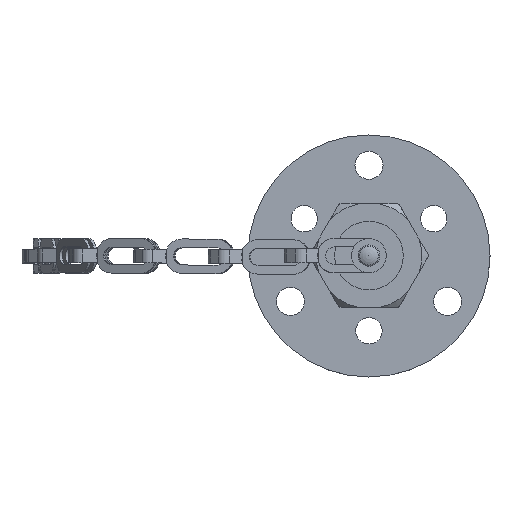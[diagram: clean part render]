
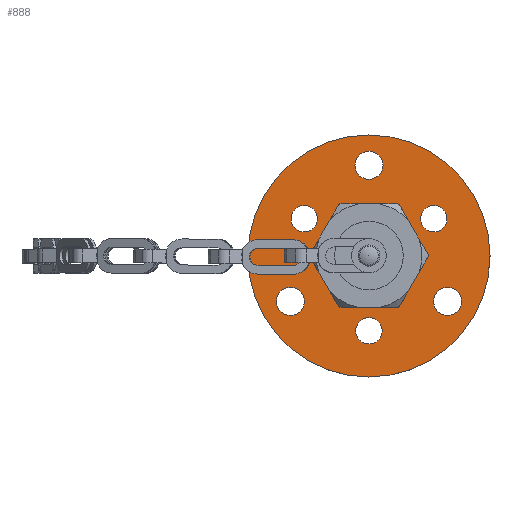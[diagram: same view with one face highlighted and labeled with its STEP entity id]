
A CAD part, top view. The second image highlights one B-rep face of the part: STEP entity #888.
In plain terms, the highlighted face is planar.
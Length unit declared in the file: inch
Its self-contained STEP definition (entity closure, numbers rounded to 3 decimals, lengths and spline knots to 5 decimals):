
#888=ADVANCED_FACE('',(#1807,#1808,#1809,#1810,#1811,#1812,#1813,#1814),#1815,.T.);
#1807=FACE_BOUND('',#3126,.T.);
#1808=FACE_BOUND('',#3127,.T.);
#1809=FACE_BOUND('',#3128,.T.);
#1810=FACE_OUTER_BOUND('',#3129,.T.);
#1811=FACE_BOUND('',#3130,.T.);
#1812=FACE_BOUND('',#3131,.T.);
#1813=FACE_BOUND('',#3132,.T.);
#1814=FACE_BOUND('',#3133,.T.);
#1815=PLANE('',#3134);
#3126=EDGE_LOOP('',(#4440));
#3127=EDGE_LOOP('',(#4441));
#3128=EDGE_LOOP('',(#4442));
#3129=EDGE_LOOP('',(#4443));
#3130=EDGE_LOOP('',(#4444));
#3131=EDGE_LOOP('',(#4445));
#3132=EDGE_LOOP('',(#4446));
#3133=EDGE_LOOP('',(#4447));
#3134=AXIS2_PLACEMENT_3D('',#4448,#4449,#4450);
#4440=ORIENTED_EDGE('',*,*,#7161,.T.);
#4441=ORIENTED_EDGE('',*,*,#7162,.T.);
#4442=ORIENTED_EDGE('',*,*,#7163,.T.);
#4443=ORIENTED_EDGE('',*,*,#7164,.T.);
#4444=ORIENTED_EDGE('',*,*,#7165,.T.);
#4445=ORIENTED_EDGE('',*,*,#7166,.T.);
#4446=ORIENTED_EDGE('',*,*,#7167,.T.);
#4447=ORIENTED_EDGE('',*,*,#7168,.T.);
#4448=CARTESIAN_POINT('',(0.0,0.0,-1.06446));
#4449=DIRECTION('',(0.0,0.0,-1.0));
#4450=DIRECTION('',(0.0,1.0,0.0));
#7161=EDGE_CURVE('',#8178,#8178,#8179,.T.);
#7162=EDGE_CURVE('',#8180,#8180,#8181,.T.);
#7163=EDGE_CURVE('',#8182,#8182,#8183,.T.);
#7164=EDGE_CURVE('',#8184,#8184,#8185,.T.);
#7165=EDGE_CURVE('',#8186,#8186,#8187,.T.);
#7166=EDGE_CURVE('',#8188,#8188,#8189,.T.);
#7167=EDGE_CURVE('',#8190,#8190,#8191,.T.);
#7168=EDGE_CURVE('',#8192,#8192,#8193,.T.);
#8178=VERTEX_POINT('',#9713);
#8179=CIRCLE('',#9714,0.0955);
#8180=VERTEX_POINT('',#9715);
#8181=CIRCLE('',#9716,0.1015);
#8182=VERTEX_POINT('',#9717);
#8183=CIRCLE('',#9718,0.1015);
#8184=VERTEX_POINT('',#9719);
#8185=CIRCLE('',#9720,0.875);
#8186=VERTEX_POINT('',#9721);
#8187=CIRCLE('',#9722,0.2516);
#8188=VERTEX_POINT('',#9723);
#8189=CIRCLE('',#9724,0.1015);
#8190=VERTEX_POINT('',#9725);
#8191=CIRCLE('',#9726,0.0955);
#8192=VERTEX_POINT('',#9727);
#8193=CIRCLE('',#9728,0.0955);
#9713=CARTESIAN_POINT('',(0.2225,-0.38538,-1.06446));
#9714=AXIS2_PLACEMENT_3D('',#12436,#12437,#12438);
#9715=CARTESIAN_POINT('',(-0.2401,-0.61886,-1.06446));
#9716=AXIS2_PLACEMENT_3D('',#12439,#12440,#12441);
#9717=CARTESIAN_POINT('',(0.656,0.1015,-1.06446));
#9718=AXIS2_PLACEMENT_3D('',#12442,#12443,#12444);
#9719=CARTESIAN_POINT('',(0.0,0.875,-1.06446));
#9720=AXIS2_PLACEMENT_3D('',#12445,#12446,#12447);
#9721=CARTESIAN_POINT('',(0.,-0.2516,-1.06446));
#9722=AXIS2_PLACEMENT_3D('',#12448,#12449,#12450);
#9723=CARTESIAN_POINT('',(-0.4159,0.51736,-1.06446));
#9724=AXIS2_PLACEMENT_3D('',#12451,#12452,#12453);
#9725=CARTESIAN_POINT('',(-0.445,0.,-1.06446));
#9726=AXIS2_PLACEMENT_3D('',#12454,#12455,#12456);
#9727=CARTESIAN_POINT('',(0.2225,0.38538,-1.06446));
#9728=AXIS2_PLACEMENT_3D('',#12457,#12458,#12459);
#12436=CARTESIAN_POINT('',(0.27025,-0.46809,-1.06446));
#12437=DIRECTION('',(0.0,0.0,1.0));
#12438=DIRECTION('',(-0.5,0.866,0.0));
#12439=CARTESIAN_POINT('',(-0.328,-0.56811,-1.06446));
#12440=DIRECTION('',(0.0,0.0,1.0));
#12441=DIRECTION('',(0.866,-0.5,0.0));
#12442=CARTESIAN_POINT('',(0.656,0.,-1.06446));
#12443=DIRECTION('',(0.0,-0.0,1.0));
#12444=DIRECTION('',(0.0,1.0,0.0));
#12445=CARTESIAN_POINT('',(0.0,0.0,-1.06446));
#12446=DIRECTION('',(0.0,0.0,-1.0));
#12447=DIRECTION('',(0.0,1.0,0.0));
#12448=CARTESIAN_POINT('',(0.,0.,-1.06446));
#12449=DIRECTION('',(0.0,0.,1.0));
#12450=DIRECTION('',(0.0,-1.0,0.));
#12451=CARTESIAN_POINT('',(-0.328,0.56811,-1.06446));
#12452=DIRECTION('',(0.0,0.0,1.0));
#12453=DIRECTION('',(-0.866,-0.5,0.0));
#12454=CARTESIAN_POINT('',(-0.5405,0.,-1.06446));
#12455=DIRECTION('',(0.0,0.0,1.0));
#12456=DIRECTION('',(1.0,0.0,0.0));
#12457=CARTESIAN_POINT('',(0.27025,0.46809,-1.06446));
#12458=DIRECTION('',(0.0,0.0,1.0));
#12459=DIRECTION('',(-0.5,-0.866,0.0));
